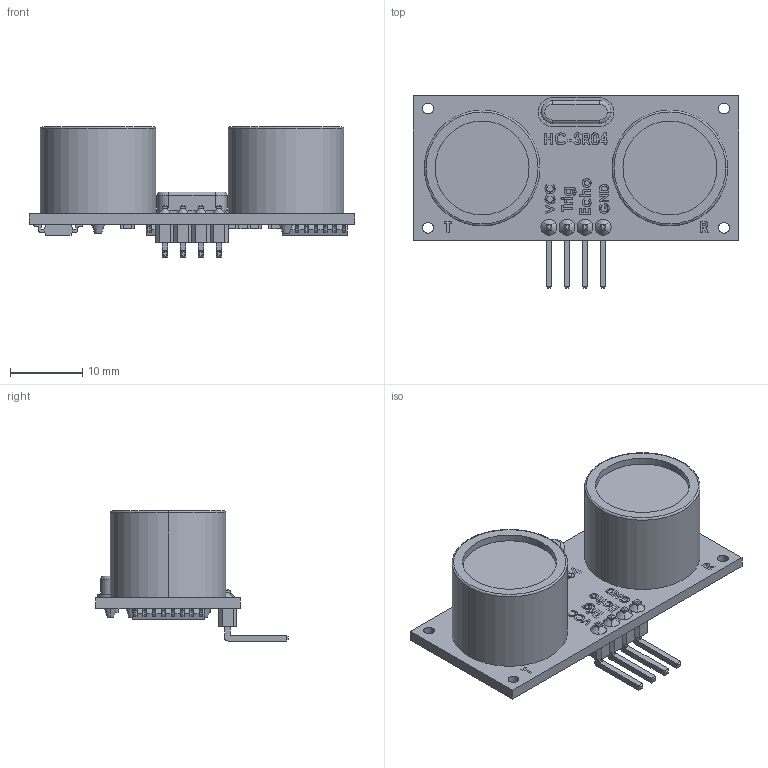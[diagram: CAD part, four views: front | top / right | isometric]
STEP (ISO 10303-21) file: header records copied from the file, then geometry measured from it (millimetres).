
FILE_DESCRIPTION (( 'STEP AP214' ), '1' );
FILE_NAME ('HCSR04 Ultrasonic Sensor.STEP', '2022-11-10T01:43:43', ( '' ), ( '' ), 'SwSTEP 2.0', 'SolidWorks 2021', '' );
FILE_SCHEMA (( 'AUTOMOTIVE_DESIGN' ));
Length unit declared in the file: millimetre
Products named in the file (1): HCSR04 Ultrasonic Sensor
Bounding box: 45 x 26.6 x 18 mm (x, y, z)
Volume: 6275.4 mm3; surface area: 4734.6 mm2
Topology: 4 solids, 4 shells, 955 faces, 2834 edges, 1911 vertices
Faces by surface type: plane 712, cylinder 208, bspline 16, cone 12, torus 7
Entity records: 45014 total; most frequent: CARTESIAN_POINT 8512, ORIENTED_EDGE 5668, DIRECTION 5003, EDGE_CURVE 2834, VECTOR 2217, LINE 2217, VERTEX_POINT 1911, AXIS2_PLACEMENT_3D 1393
